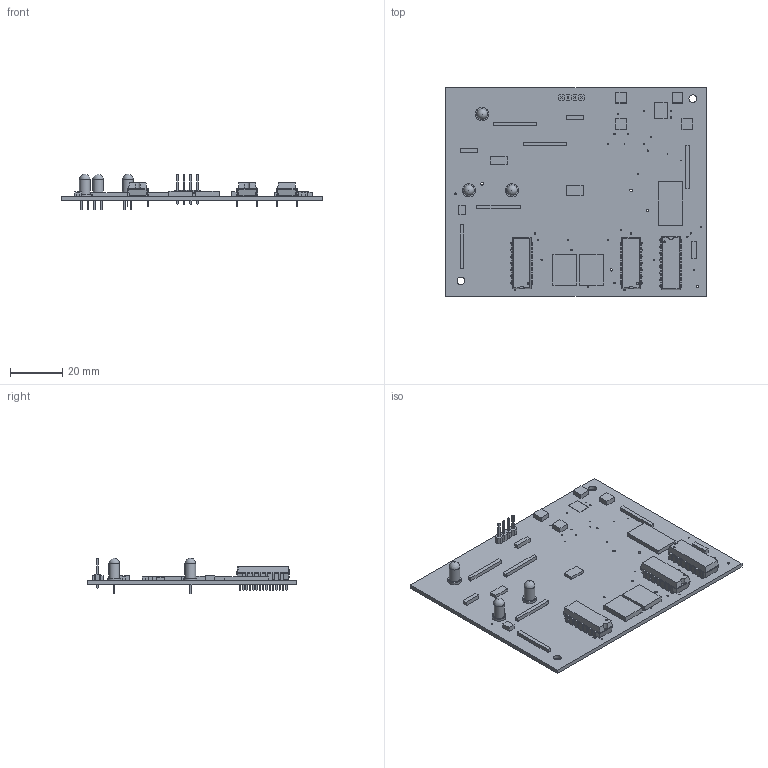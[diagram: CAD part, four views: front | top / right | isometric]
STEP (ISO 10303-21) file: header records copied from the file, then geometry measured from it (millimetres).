
FILE_DESCRIPTION(/* description */ (''),/* implementation_level */ '2;1');
FILE_NAME(/* name */ 'PowerNode2 v1.step',/* time_stamp */ '2020-01-17T18:23:34-07:00',/* author */ (''),/* organization */ (''),/* preprocessor_version */ 'ST-DEVELOPER v18',/* originating_system */ 'Autodesk Translation Framework v8.12.0.6',/* authorisation */ '');
FILE_SCHEMA (('AUTOMOTIVE_DESIGN { 1 0 10303 214 3 1 1 }'));
Length unit declared in the file: millimetre
Products named in the file (16): PowerNode2; PCB Component; Board; 0.1uF; WIREPAD1,6/0,9; 330; B25P; ATTINY84ATTINY84-20PU; WIREPAD4,16O1,6; S4301B; 74LS49N; ACS712-LC; 74LS595N; LED5MM; TL32PO; 74AHCT1G04DBV
Assembly tree (31 placements, depth 3):
  PowerNode2
    PCB Component
      Board
      0.1uF  x3
      WIREPAD1,6/0,9  x4
      330  x5
      B25P
      ATTINY84ATTINY84-20PU
      WIREPAD4,16O1,6  x4
      S4301B  x2
      74LS49N  x2
      ACS712-LC
      74LS595N
      LED5MM  x3
      TL32PO
      74AHCT1G04DBV
Bounding box: 100 x 80 x 13.6 mm (x, y, z)
Volume: 15998.1 mm3; surface area: 22230.4 mm2
Topology: 30 solids, 30 shells, 1084 faces, 2798 edges, 1791 vertices
Faces by surface type: plane 908, cylinder 173, sphere 3
Full cylindrical faces by diameter (mm): 0.35 x6, 0.5 x34, 0.762 x3, 0.813 x73, 0.9 x20, 0.914 x17, 1.016 x2, 1.1 x3, 1.6 x4, 2.9 x2, 4.1 x3, 5.1 x3
Entity records: 23295 total; most frequent: CARTESIAN_POINT 3818, ORIENTED_EDGE 3736, DIRECTION 3713, EDGE_CURVE 1868, LINE 1525, VECTOR 1525, VERTEX_POINT 1199, AXIS2_PLACEMENT_3D 1094
